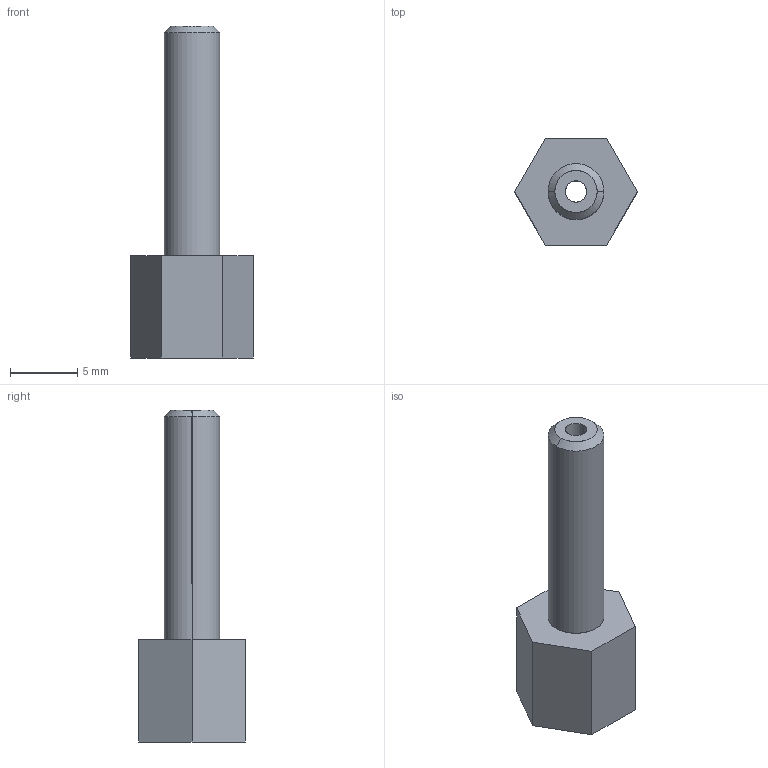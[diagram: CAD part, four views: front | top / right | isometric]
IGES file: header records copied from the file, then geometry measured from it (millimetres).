
Start section: SolidWorks IGES file using analytic representation for surfaces
Global section: file name: D1001049-v1_AdLIGO_SLC FM Elliptical Standoff Adapter #8-32.IGS; native system: SolidWorks 2010; preprocessor: SolidWorks 2010; author: ligo; date: 111026.091221; units: inch
Bounding box: 9.15 x 7.92 x 24.77 mm (x, y, z)
Surface area: 700.7 mm2 (no closed solid volume)
Topology: 0 solids, 0 shells, 21 faces, 196 edges, 196 vertices
Faces by surface type: revolution 12, bspline 9
